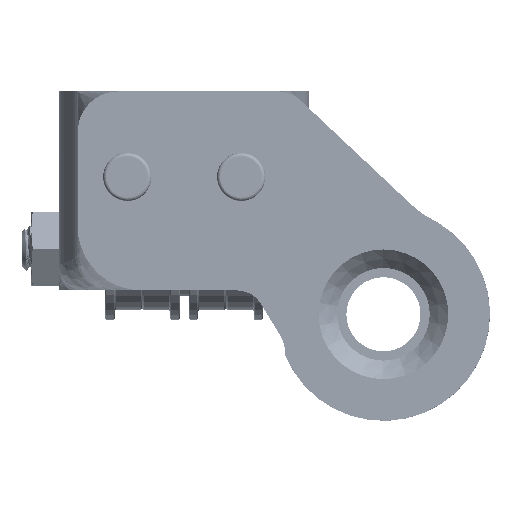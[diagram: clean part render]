
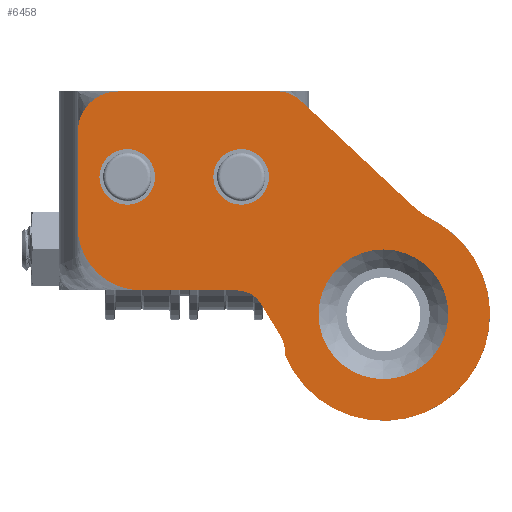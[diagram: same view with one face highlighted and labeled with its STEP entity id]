
A CAD part, left-side view. The second image highlights one B-rep face of the part: STEP entity #6458.
In plain terms, the highlighted planar face has unit normal (-1, 0, 0).
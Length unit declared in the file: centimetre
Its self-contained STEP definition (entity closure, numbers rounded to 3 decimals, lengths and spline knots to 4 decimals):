
#47=ELLIPSE('',#7123,0.7799,0.7263);
#158=B_SPLINE_CURVE_WITH_KNOTS('',3,(#23696,#23697,#23698,#23699,#23700,
#23701,#23702,#23703,#23704,#23705,#23706,#23707,#23708),.UNSPECIFIED.,
 .F.,.F.,(4,3,3,3,4),(0.,0.07,0.14,0.2333,
0.3266),.UNSPECIFIED.);
#159=B_SPLINE_CURVE_WITH_KNOTS('',3,(#23712,#23713,#23714,#23715,#23716,
#23717,#23718,#23719,#23720,#23721,#23722,#23723,#23724,#23725,#23726,#23727,
#23728,#23729,#23730,#23731,#23732,#23733),.UNSPECIFIED.,.F.,.F.,(4,3,3,
3,3,3,3,4),(0.,0.0971,0.1943,0.2914,0.3886,
0.4857,0.5828,0.68),.UNSPECIFIED.);
#553=LINE('',#23692,#1000);
#554=LINE('',#23694,#1001);
#555=LINE('',#23710,#1002);
#556=LINE('',#23735,#1003);
#557=LINE('',#23739,#1004);
#558=LINE('',#23743,#1005);
#1000=VECTOR('',#8815,1.);
#1001=VECTOR('',#8816,1.);
#1002=VECTOR('',#8817,1.);
#1003=VECTOR('',#8818,1.);
#1004=VECTOR('',#8821,1.);
#1005=VECTOR('',#8824,1.);
#1491=PLANE('',#7122);
#1627=FACE_BOUND('',#2496,.T.);
#1628=FACE_BOUND('',#2497,.T.);
#1629=FACE_BOUND('',#2498,.T.);
#1991=FACE_OUTER_BOUND('',#2495,.T.);
#2495=EDGE_LOOP('',(#5857,#5858,#5859,#5860,#5861,#5862,#5863,#5864,#5865,
#5866,#5867,#5868,#5869));
#2496=EDGE_LOOP('',(#5870));
#2497=EDGE_LOOP('',(#5871));
#2498=EDGE_LOOP('',(#5872));
#2782=CIRCLE('',#7113,1.15);
#2785=CIRCLE('',#7120,1.);
#2786=CIRCLE('',#7124,0.3);
#2787=CIRCLE('',#7125,0.4);
#2788=CIRCLE('',#7126,0.3);
#2789=CIRCLE('',#7127,0.3);
#2790=CIRCLE('',#7128,0.7);
#3343=VERTEX_POINT('',#23538);
#3344=VERTEX_POINT('',#23540);
#3356=VERTEX_POINT('',#23651);
#3359=VERTEX_POINT('',#23691);
#3360=VERTEX_POINT('',#23693);
#3361=VERTEX_POINT('',#23695);
#3362=VERTEX_POINT('',#23709);
#3363=VERTEX_POINT('',#23711);
#3364=VERTEX_POINT('',#23734);
#3365=VERTEX_POINT('',#23736);
#3366=VERTEX_POINT('',#23738);
#3367=VERTEX_POINT('',#23740);
#3368=VERTEX_POINT('',#23742);
#3369=VERTEX_POINT('',#23745);
#3370=VERTEX_POINT('',#23747);
#3371=VERTEX_POINT('',#23749);
#4186=EDGE_CURVE('',#3343,#3344,#2782,.T.);
#4203=EDGE_CURVE('',#3343,#3356,#2785,.T.);
#4207=EDGE_CURVE('',#3344,#3359,#553,.T.);
#4208=EDGE_CURVE('',#3360,#3356,#554,.T.);
#4209=EDGE_CURVE('',#3360,#3361,#158,.T.);
#4210=EDGE_CURVE('',#3361,#3362,#555,.F.);
#4211=EDGE_CURVE('',#3362,#3363,#159,.T.);
#4212=EDGE_CURVE('',#3363,#3364,#556,.T.);
#4213=EDGE_CURVE('',#3364,#3365,#47,.T.);
#4214=EDGE_CURVE('',#3365,#3366,#557,.T.);
#4215=EDGE_CURVE('',#3367,#3366,#2786,.T.);
#4216=EDGE_CURVE('',#3367,#3368,#558,.F.);
#4217=EDGE_CURVE('',#3368,#3359,#2787,.T.);
#4218=EDGE_CURVE('',#3369,#3369,#2788,.F.);
#4219=EDGE_CURVE('',#3370,#3370,#2789,.F.);
#4220=EDGE_CURVE('',#3371,#3371,#2790,.T.);
#5857=ORIENTED_EDGE('',*,*,#4207,.F.);
#5858=ORIENTED_EDGE('',*,*,#4186,.F.);
#5859=ORIENTED_EDGE('',*,*,#4203,.T.);
#5860=ORIENTED_EDGE('',*,*,#4208,.F.);
#5861=ORIENTED_EDGE('',*,*,#4209,.T.);
#5862=ORIENTED_EDGE('',*,*,#4210,.T.);
#5863=ORIENTED_EDGE('',*,*,#4211,.T.);
#5864=ORIENTED_EDGE('',*,*,#4212,.T.);
#5865=ORIENTED_EDGE('',*,*,#4213,.T.);
#5866=ORIENTED_EDGE('',*,*,#4214,.T.);
#5867=ORIENTED_EDGE('',*,*,#4215,.F.);
#5868=ORIENTED_EDGE('',*,*,#4216,.T.);
#5869=ORIENTED_EDGE('',*,*,#4217,.T.);
#5870=ORIENTED_EDGE('',*,*,#4218,.F.);
#5871=ORIENTED_EDGE('',*,*,#4219,.F.);
#5872=ORIENTED_EDGE('',*,*,#4220,.T.);
#6458=ADVANCED_FACE('',(#1991,#1627,#1628,#1629),#1491,.T.);
#7113=AXIS2_PLACEMENT_3D('',#23541,#8786,#8787);
#7120=AXIS2_PLACEMENT_3D('',#23653,#8808,#8809);
#7122=AXIS2_PLACEMENT_3D('',#23690,#8813,#8814);
#7123=AXIS2_PLACEMENT_3D('',#23737,#8819,#8820);
#7124=AXIS2_PLACEMENT_3D('',#23741,#8822,#8823);
#7125=AXIS2_PLACEMENT_3D('',#23744,#8825,#8826);
#7126=AXIS2_PLACEMENT_3D('',#23746,#8827,#8828);
#7127=AXIS2_PLACEMENT_3D('',#23748,#8829,#8830);
#7128=AXIS2_PLACEMENT_3D('',#23750,#8831,#8832);
#8786=DIRECTION('center_axis',(1.,0.,0.));
#8787=DIRECTION('ref_axis',(0.,0.,
1.));
#8808=DIRECTION('center_axis',(1.,0.,0.));
#8809=DIRECTION('ref_axis',(0.,0.578,-0.816));
#8813=DIRECTION('center_axis',(-1.,0.,0.));
#8814=DIRECTION('ref_axis',(0.,-1.,0.));
#8815=DIRECTION('',(0.,0.,1.));
#8816=DIRECTION('',(0.,-0.728,-0.685));
#8817=DIRECTION('',(0.,-1.,0.));
#8818=DIRECTION('',(0.,0.,-1.));
#8819=DIRECTION('center_axis',(-1.,0.,0.));
#8820=DIRECTION('ref_axis',(0.,-0.707,0.707));
#8821=DIRECTION('',(0.,-1.,0.));
#8822=DIRECTION('center_axis',(-1.,0.,0.));
#8823=DIRECTION('ref_axis',(0.,-0.49,0.872));
#8824=DIRECTION('',(0.,0.52,0.854));
#8825=DIRECTION('center_axis',(1.,0.,0.));
#8826=DIRECTION('ref_axis',(0.,-0.963,0.27));
#8827=DIRECTION('center_axis',(1.,0.,0.));
#8828=DIRECTION('ref_axis',(0.,0.,
-1.));
#8829=DIRECTION('center_axis',(1.,0.,0.));
#8830=DIRECTION('ref_axis',(0.,0.,
-1.));
#8831=DIRECTION('center_axis',(1.,0.,0.));
#8832=DIRECTION('ref_axis',(0.,0.,
1.));
#23538=CARTESIAN_POINT('',(-3.25,-2.6794,0.3134));
#23540=CARTESIAN_POINT('',(-3.25,-1.09,-1.1535));
#23541=CARTESIAN_POINT('Origin',(-3.25,-2.15,-0.7075));
#23651=CARTESIAN_POINT('',(-3.25,-2.4546,0.4728));
#23653=CARTESIAN_POINT('Origin',(-3.25,-3.1397,1.2011));
#23690=CARTESIAN_POINT('Origin',(-3.25,4.05,-0.5689));
#23691=CARTESIAN_POINT('',(-3.25,-1.09,-1.1366));
#23692=CARTESIAN_POINT('',(-3.25,-1.09,-0.0955));
#23693=CARTESIAN_POINT('',(-3.25,-1.2944,1.5642));
#23694=CARTESIAN_POINT('',(-3.25,-0.3368,2.465));
#23695=CARTESIAN_POINT('',(-3.25,-0.9518,1.7));
#23696=CARTESIAN_POINT('Ctrl Pts',(-3.25,-1.2944,
1.5642));
#23697=CARTESIAN_POINT('Ctrl Pts',(-3.25,-1.2747,
1.5827));
#23698=CARTESIAN_POINT('Ctrl Pts',(-3.25,-1.255,1.601));
#23699=CARTESIAN_POINT('Ctrl Pts',(-3.25,-1.2336,
1.6177));
#23700=CARTESIAN_POINT('Ctrl Pts',(-3.25,-1.2122,
1.6343));
#23701=CARTESIAN_POINT('Ctrl Pts',(-3.25,-1.189,
1.6493));
#23702=CARTESIAN_POINT('Ctrl Pts',(-3.25,-1.1643,
1.6613));
#23703=CARTESIAN_POINT('Ctrl Pts',(-3.25,-1.1314,
1.6774));
#23704=CARTESIAN_POINT('Ctrl Pts',(-3.25,-1.0956,
1.6883));
#23705=CARTESIAN_POINT('Ctrl Pts',(-3.25,-1.0597,
1.6939));
#23706=CARTESIAN_POINT('Ctrl Pts',(-3.25,-1.0238,
1.6996));
#23707=CARTESIAN_POINT('Ctrl Pts',(-3.25,-0.9877,
1.7));
#23708=CARTESIAN_POINT('Ctrl Pts',(-3.25,-0.9518,
1.7));
#23709=CARTESIAN_POINT('',(-3.25,0.65,1.7));
#23710=CARTESIAN_POINT('',(-3.25,2.025,1.7));
#23711=CARTESIAN_POINT('',(-3.25,1.15,1.2));
#23712=CARTESIAN_POINT('Ctrl Pts',(-3.25,0.65,1.7));
#23713=CARTESIAN_POINT('Ctrl Pts',(-3.25,0.6874,
1.7));
#23714=CARTESIAN_POINT('Ctrl Pts',(-3.25,0.7244,
1.6998));
#23715=CARTESIAN_POINT('Ctrl Pts',(-3.25,0.7613,
1.6956));
#23716=CARTESIAN_POINT('Ctrl Pts',(-3.25,0.7981,
1.6914));
#23717=CARTESIAN_POINT('Ctrl Pts',(-3.25,0.8349,
1.6832));
#23718=CARTESIAN_POINT('Ctrl Pts',(-3.25,0.8708,
1.6693));
#23719=CARTESIAN_POINT('Ctrl Pts',(-3.25,0.9066,
1.6554));
#23720=CARTESIAN_POINT('Ctrl Pts',(-3.25,0.9417,1.6358));
#23721=CARTESIAN_POINT('Ctrl Pts',(-3.25,0.9741,
1.6111));
#23722=CARTESIAN_POINT('Ctrl Pts',(-3.25,1.0065,1.5864));
#23723=CARTESIAN_POINT('Ctrl Pts',(-3.25,1.0364,1.5566));
#23724=CARTESIAN_POINT('Ctrl Pts',(-3.25,1.0611,1.5241));
#23725=CARTESIAN_POINT('Ctrl Pts',(-3.25,1.0858,1.4917));
#23726=CARTESIAN_POINT('Ctrl Pts',(-3.25,1.1054,1.4566));
#23727=CARTESIAN_POINT('Ctrl Pts',(-3.25,1.1193,1.4207));
#23728=CARTESIAN_POINT('Ctrl Pts',(-3.25,1.1332,1.3849));
#23729=CARTESIAN_POINT('Ctrl Pts',(-3.25,1.1414,1.3481));
#23730=CARTESIAN_POINT('Ctrl Pts',(-3.25,1.1456,1.3113));
#23731=CARTESIAN_POINT('Ctrl Pts',(-3.25,1.1498,1.2744));
#23732=CARTESIAN_POINT('Ctrl Pts',(-3.25,1.15,1.2374));
#23733=CARTESIAN_POINT('Ctrl Pts',(-3.25,1.15,1.2));
#23734=CARTESIAN_POINT('',(-3.25,1.15,0.25));
#23735=CARTESIAN_POINT('',(-3.25,1.15,0.5656));
#23736=CARTESIAN_POINT('',(-3.25,0.45,-0.45));
#23737=CARTESIAN_POINT('Origin',(-3.25,0.3964,0.3036));
#23738=CARTESIAN_POINT('',(-3.25,-0.5715,-0.45));
#23739=CARTESIAN_POINT('',(-3.25,2.091,-0.45));
#23740=CARTESIAN_POINT('',(-3.25,-0.8277,-0.5939));
#23741=CARTESIAN_POINT('Origin',(-3.25,-0.5715,-0.75));
#23742=CARTESIAN_POINT('',(-3.25,-1.0316,-0.9284));
#23743=CARTESIAN_POINT('',(-3.25,-0.3659,0.1638));
#23744=CARTESIAN_POINT('Origin',(-3.25,-0.69,-1.1366));
#23745=CARTESIAN_POINT('',(-3.25,-0.6145,1.075));
#23746=CARTESIAN_POINT('Origin',(-3.25,-0.6145,0.775));
#23747=CARTESIAN_POINT('',(-3.25,0.6145,1.075));
#23748=CARTESIAN_POINT('Origin',(-3.25,0.6145,0.775));
#23749=CARTESIAN_POINT('',(-3.25,-2.15,-1.4075));
#23750=CARTESIAN_POINT('Origin',(-3.25,-2.15,-0.7075));
